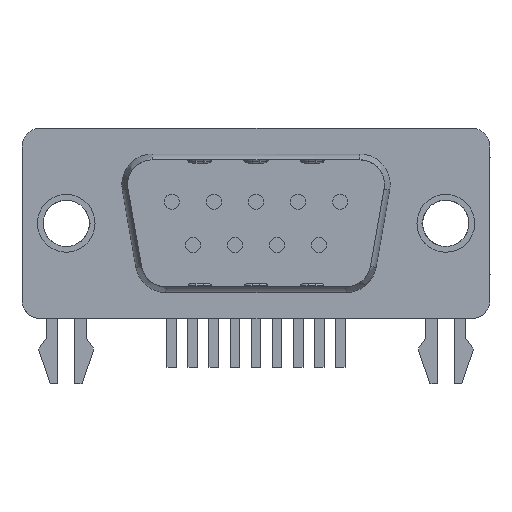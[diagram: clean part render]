
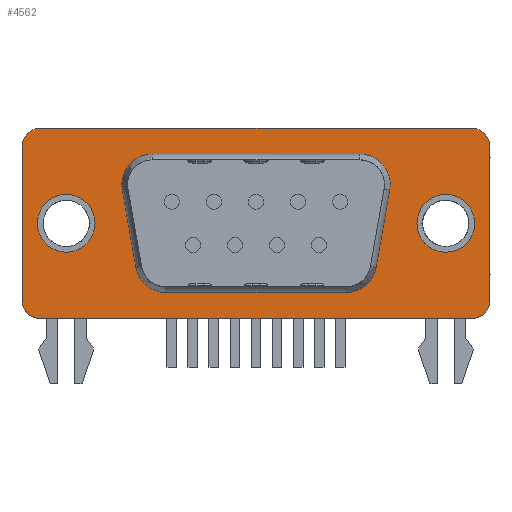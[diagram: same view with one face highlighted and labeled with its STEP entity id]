
A CAD part, front view. The second image highlights one B-rep face of the part: STEP entity #4562.
In plain terms, the highlighted planar face has unit normal (0, -1, 0).
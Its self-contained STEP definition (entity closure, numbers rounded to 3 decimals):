
#4320=AXIS2_PLACEMENT_3D('Circle Axis2P3D',#4318,#4319,$) ;
#4386=AXIS2_PLACEMENT_3D('Circle Axis2P3D',#4384,#4385,$) ;
#4399=AXIS2_PLACEMENT_3D('Plane Axis2P3D',#4396,#4397,#4398) ;
#4403=AXIS2_PLACEMENT_3D('Circle Axis2P3D',#4401,#4402,$) ;
#4419=AXIS2_PLACEMENT_3D('Circle Axis2P3D',#4417,#4418,$) ;
#4433=AXIS2_PLACEMENT_3D('Circle Axis2P3D',#4431,#4432,$) ;
#4447=AXIS2_PLACEMENT_3D('Circle Axis2P3D',#4445,#4446,$) ;
#4469=AXIS2_PLACEMENT_3D('Circle Axis2P3D',#4467,#4468,$) ;
#4478=AXIS2_PLACEMENT_3D('Circle Axis2P3D',#4476,#4477,$) ;
#4487=AXIS2_PLACEMENT_3D('Circle Axis2P3D',#4485,#4486,$) ;
#4496=AXIS2_PLACEMENT_3D('Circle Axis2P3D',#4494,#4495,$) ;
#4512=AXIS2_PLACEMENT_3D('Circle Axis2P3D',#4510,#4511,$) ;
#4519=AXIS2_PLACEMENT_3D('Circle Axis2P3D',#4517,#4518,$) ;
#4533=AXIS2_PLACEMENT_3D('Circle Axis2P3D',#4531,#4532,$) ;
#4540=AXIS2_PLACEMENT_3D('Circle Axis2P3D',#4538,#4539,$) ;
#4003=CARTESIAN_POINT('Vertex',(21.339,6.1,6.02)) ;
#4017=CARTESIAN_POINT('Vertex',(9.471,6.1,6.02)) ;
#4020=CARTESIAN_POINT('Line Origine',(15.405,6.1,6.02)) ;
#4310=CARTESIAN_POINT('Vertex',(23.309,6.1,7.673)) ;
#4318=CARTESIAN_POINT('Axis2P3D Location',(21.339,6.1,8.02)) ;
#4381=CARTESIAN_POINT('Vertex',(7.501,6.1,7.673)) ;
#4384=CARTESIAN_POINT('Axis2P3D Location',(9.471,6.1,8.02)) ;
#4396=CARTESIAN_POINT('Axis2P3D Location',(1.25,6.1,5.55)) ;
#4401=CARTESIAN_POINT('Axis2P3D Location',(1.25,6.1,5.55)) ;
#4405=CARTESIAN_POINT('Vertex',(0.,6.1,5.55)) ;
#4407=CARTESIAN_POINT('Vertex',(1.25,6.1,4.3)) ;
#4410=CARTESIAN_POINT('Line Origine',(15.405,6.1,4.3)) ;
#4414=CARTESIAN_POINT('Vertex',(29.56,6.1,4.3)) ;
#4417=CARTESIAN_POINT('Axis2P3D Location',(29.56,6.1,5.55)) ;
#4421=CARTESIAN_POINT('Vertex',(30.81,6.1,5.55)) ;
#4424=CARTESIAN_POINT('Line Origine',(30.81,6.1,10.575)) ;
#4428=CARTESIAN_POINT('Vertex',(30.81,6.1,15.6)) ;
#4431=CARTESIAN_POINT('Axis2P3D Location',(29.56,6.1,15.6)) ;
#4435=CARTESIAN_POINT('Vertex',(29.56,6.1,16.85)) ;
#4438=CARTESIAN_POINT('Line Origine',(15.405,6.1,16.85)) ;
#4442=CARTESIAN_POINT('Vertex',(1.25,6.1,16.85)) ;
#4445=CARTESIAN_POINT('Axis2P3D Location',(1.25,6.1,15.6)) ;
#4449=CARTESIAN_POINT('Vertex',(0.,6.1,15.6)) ;
#4452=CARTESIAN_POINT('Line Origine',(0.,6.1,10.575)) ;
#4467=CARTESIAN_POINT('Axis2P3D Location',(2.91,6.1,10.575)) ;
#4471=CARTESIAN_POINT('Vertex',(4.81,6.1,10.575)) ;
#4473=CARTESIAN_POINT('Vertex',(1.01,6.1,10.575)) ;
#4476=CARTESIAN_POINT('Axis2P3D Location',(2.91,6.1,10.575)) ;
#4485=CARTESIAN_POINT('Axis2P3D Location',(27.9,6.1,10.575)) ;
#4489=CARTESIAN_POINT('Vertex',(29.8,6.1,10.575)) ;
#4491=CARTESIAN_POINT('Vertex',(26.,6.1,10.575)) ;
#4494=CARTESIAN_POINT('Axis2P3D Location',(27.9,6.1,10.575)) ;
#4503=CARTESIAN_POINT('Line Origine',(7.051,6.1,10.228)) ;
#4507=CARTESIAN_POINT('Vertex',(6.6,6.1,12.783)) ;
#4510=CARTESIAN_POINT('Axis2P3D Location',(8.57,6.1,13.13)) ;
#4514=CARTESIAN_POINT('Vertex',(6.57,6.1,13.13)) ;
#4517=CARTESIAN_POINT('Axis2P3D Location',(8.57,6.1,13.13)) ;
#4521=CARTESIAN_POINT('Vertex',(8.57,6.1,15.13)) ;
#4524=CARTESIAN_POINT('Line Origine',(15.405,6.1,15.13)) ;
#4528=CARTESIAN_POINT('Vertex',(22.24,6.1,15.13)) ;
#4531=CARTESIAN_POINT('Axis2P3D Location',(22.24,6.1,13.13)) ;
#4535=CARTESIAN_POINT('Vertex',(24.24,6.1,13.13)) ;
#4538=CARTESIAN_POINT('Axis2P3D Location',(22.24,6.1,13.13)) ;
#4542=CARTESIAN_POINT('Vertex',(24.21,6.1,12.783)) ;
#4545=CARTESIAN_POINT('Line Origine',(23.759,6.1,10.228)) ;
#4021=DIRECTION('Vector Direction',(1.,0.,0.)) ;
#4319=DIRECTION('Axis2P3D Direction',(0.,1.,0.)) ;
#4385=DIRECTION('Axis2P3D Direction',(0.,1.,0.)) ;
#4397=DIRECTION('Axis2P3D Direction',(0.,-1.,0.)) ;
#4398=DIRECTION('Axis2P3D XDirection',(1.,0.,0.)) ;
#4402=DIRECTION('Axis2P3D Direction',(0.,-1.,0.)) ;
#4411=DIRECTION('Vector Direction',(1.,0.,0.)) ;
#4418=DIRECTION('Axis2P3D Direction',(0.,-1.,0.)) ;
#4425=DIRECTION('Vector Direction',(0.,0.,1.)) ;
#4432=DIRECTION('Axis2P3D Direction',(0.,-1.,0.)) ;
#4439=DIRECTION('Vector Direction',(-1.,0.,0.)) ;
#4446=DIRECTION('Axis2P3D Direction',(0.,-1.,0.)) ;
#4453=DIRECTION('Vector Direction',(0.,0.,-1.)) ;
#4468=DIRECTION('Axis2P3D Direction',(0.,-1.,0.)) ;
#4477=DIRECTION('Axis2P3D Direction',(0.,-1.,0.)) ;
#4486=DIRECTION('Axis2P3D Direction',(0.,-1.,0.)) ;
#4495=DIRECTION('Axis2P3D Direction',(0.,-1.,0.)) ;
#4504=DIRECTION('Vector Direction',(0.174,0.,-0.985)) ;
#4511=DIRECTION('Axis2P3D Direction',(0.,-1.,0.)) ;
#4518=DIRECTION('Axis2P3D Direction',(0.,-1.,0.)) ;
#4525=DIRECTION('Vector Direction',(-1.,0.,0.)) ;
#4532=DIRECTION('Axis2P3D Direction',(0.,-1.,0.)) ;
#4539=DIRECTION('Axis2P3D Direction',(0.,-1.,0.)) ;
#4546=DIRECTION('Vector Direction',(0.174,0.,0.985)) ;
#4022=VECTOR('Line Direction',#4021,1.) ;
#4412=VECTOR('Line Direction',#4411,1.) ;
#4426=VECTOR('Line Direction',#4425,1.) ;
#4440=VECTOR('Line Direction',#4439,1.) ;
#4454=VECTOR('Line Direction',#4453,1.) ;
#4505=VECTOR('Line Direction',#4504,1.) ;
#4526=VECTOR('Line Direction',#4525,1.) ;
#4547=VECTOR('Line Direction',#4546,1.) ;
#4458=ORIENTED_EDGE('',*,*,#4409,.T.) ;
#4459=ORIENTED_EDGE('',*,*,#4416,.T.) ;
#4460=ORIENTED_EDGE('',*,*,#4423,.T.) ;
#4461=ORIENTED_EDGE('',*,*,#4430,.T.) ;
#4462=ORIENTED_EDGE('',*,*,#4437,.T.) ;
#4463=ORIENTED_EDGE('',*,*,#4444,.T.) ;
#4464=ORIENTED_EDGE('',*,*,#4451,.T.) ;
#4465=ORIENTED_EDGE('',*,*,#4456,.T.) ;
#4482=ORIENTED_EDGE('',*,*,#4475,.F.) ;
#4483=ORIENTED_EDGE('',*,*,#4480,.F.) ;
#4500=ORIENTED_EDGE('',*,*,#4493,.F.) ;
#4501=ORIENTED_EDGE('',*,*,#4498,.F.) ;
#4551=ORIENTED_EDGE('',*,*,#4024,.F.) ;
#4552=ORIENTED_EDGE('',*,*,#4388,.F.) ;
#4553=ORIENTED_EDGE('',*,*,#4509,.F.) ;
#4554=ORIENTED_EDGE('',*,*,#4516,.F.) ;
#4555=ORIENTED_EDGE('',*,*,#4523,.F.) ;
#4556=ORIENTED_EDGE('',*,*,#4530,.F.) ;
#4557=ORIENTED_EDGE('',*,*,#4537,.F.) ;
#4558=ORIENTED_EDGE('',*,*,#4544,.F.) ;
#4559=ORIENTED_EDGE('',*,*,#4549,.F.) ;
#4560=ORIENTED_EDGE('',*,*,#4322,.F.) ;
#4484=FACE_BOUND('',#4481,.T.) ;
#4502=FACE_BOUND('',#4499,.T.) ;
#4561=FACE_BOUND('',#4550,.T.) ;
#4562=ADVANCED_FACE('LPattern4',(#4466,#4484,#4502,#4561),#4400,.T.) ;
#4321=CIRCLE('generated circle',#4320,2.) ;
#4387=CIRCLE('generated circle',#4386,2.) ;
#4404=CIRCLE('generated circle',#4403,1.25) ;
#4420=CIRCLE('generated circle',#4419,1.25) ;
#4434=CIRCLE('generated circle',#4433,1.25) ;
#4448=CIRCLE('generated circle',#4447,1.25) ;
#4470=CIRCLE('generated circle',#4469,1.9) ;
#4479=CIRCLE('generated circle',#4478,1.9) ;
#4488=CIRCLE('generated circle',#4487,1.9) ;
#4497=CIRCLE('generated circle',#4496,1.9) ;
#4513=CIRCLE('generated circle',#4512,2.) ;
#4520=CIRCLE('generated circle',#4519,2.) ;
#4534=CIRCLE('generated circle',#4533,2.) ;
#4541=CIRCLE('generated circle',#4540,2.) ;
#4024=EDGE_CURVE('',#4018,#4004,#4023,.T.) ;
#4322=EDGE_CURVE('',#4004,#4311,#4321,.F.) ;
#4388=EDGE_CURVE('',#4382,#4018,#4387,.F.) ;
#4409=EDGE_CURVE('',#4406,#4408,#4404,.T.) ;
#4416=EDGE_CURVE('',#4408,#4415,#4413,.T.) ;
#4423=EDGE_CURVE('',#4415,#4422,#4420,.T.) ;
#4430=EDGE_CURVE('',#4422,#4429,#4427,.T.) ;
#4437=EDGE_CURVE('',#4429,#4436,#4434,.T.) ;
#4444=EDGE_CURVE('',#4436,#4443,#4441,.T.) ;
#4451=EDGE_CURVE('',#4443,#4450,#4448,.T.) ;
#4456=EDGE_CURVE('',#4450,#4406,#4455,.T.) ;
#4475=EDGE_CURVE('',#4472,#4474,#4470,.T.) ;
#4480=EDGE_CURVE('',#4474,#4472,#4479,.T.) ;
#4493=EDGE_CURVE('',#4490,#4492,#4488,.T.) ;
#4498=EDGE_CURVE('',#4492,#4490,#4497,.T.) ;
#4509=EDGE_CURVE('',#4508,#4382,#4506,.T.) ;
#4516=EDGE_CURVE('',#4515,#4508,#4513,.T.) ;
#4523=EDGE_CURVE('',#4522,#4515,#4520,.T.) ;
#4530=EDGE_CURVE('',#4529,#4522,#4527,.T.) ;
#4537=EDGE_CURVE('',#4536,#4529,#4534,.T.) ;
#4544=EDGE_CURVE('',#4543,#4536,#4541,.T.) ;
#4549=EDGE_CURVE('',#4311,#4543,#4548,.T.) ;
#4457=EDGE_LOOP('',(#4458,#4459,#4460,#4461,#4462,#4463,#4464,#4465)) ;
#4481=EDGE_LOOP('',(#4482,#4483)) ;
#4499=EDGE_LOOP('',(#4500,#4501)) ;
#4550=EDGE_LOOP('',(#4551,#4552,#4553,#4554,#4555,#4556,#4557,#4558,#4559,#4560)) ;
#4466=FACE_OUTER_BOUND('',#4457,.T.) ;
#4023=LINE('Line',#4020,#4022) ;
#4413=LINE('Line',#4410,#4412) ;
#4427=LINE('Line',#4424,#4426) ;
#4441=LINE('Line',#4438,#4440) ;
#4455=LINE('Line',#4452,#4454) ;
#4506=LINE('Line',#4503,#4505) ;
#4527=LINE('Line',#4524,#4526) ;
#4548=LINE('Line',#4545,#4547) ;
#4400=PLANE('',#4399) ;
#4004=VERTEX_POINT('',#4003) ;
#4018=VERTEX_POINT('',#4017) ;
#4311=VERTEX_POINT('',#4310) ;
#4382=VERTEX_POINT('',#4381) ;
#4406=VERTEX_POINT('',#4405) ;
#4408=VERTEX_POINT('',#4407) ;
#4415=VERTEX_POINT('',#4414) ;
#4422=VERTEX_POINT('',#4421) ;
#4429=VERTEX_POINT('',#4428) ;
#4436=VERTEX_POINT('',#4435) ;
#4443=VERTEX_POINT('',#4442) ;
#4450=VERTEX_POINT('',#4449) ;
#4472=VERTEX_POINT('',#4471) ;
#4474=VERTEX_POINT('',#4473) ;
#4490=VERTEX_POINT('',#4489) ;
#4492=VERTEX_POINT('',#4491) ;
#4508=VERTEX_POINT('',#4507) ;
#4515=VERTEX_POINT('',#4514) ;
#4522=VERTEX_POINT('',#4521) ;
#4529=VERTEX_POINT('',#4528) ;
#4536=VERTEX_POINT('',#4535) ;
#4543=VERTEX_POINT('',#4542) ;
